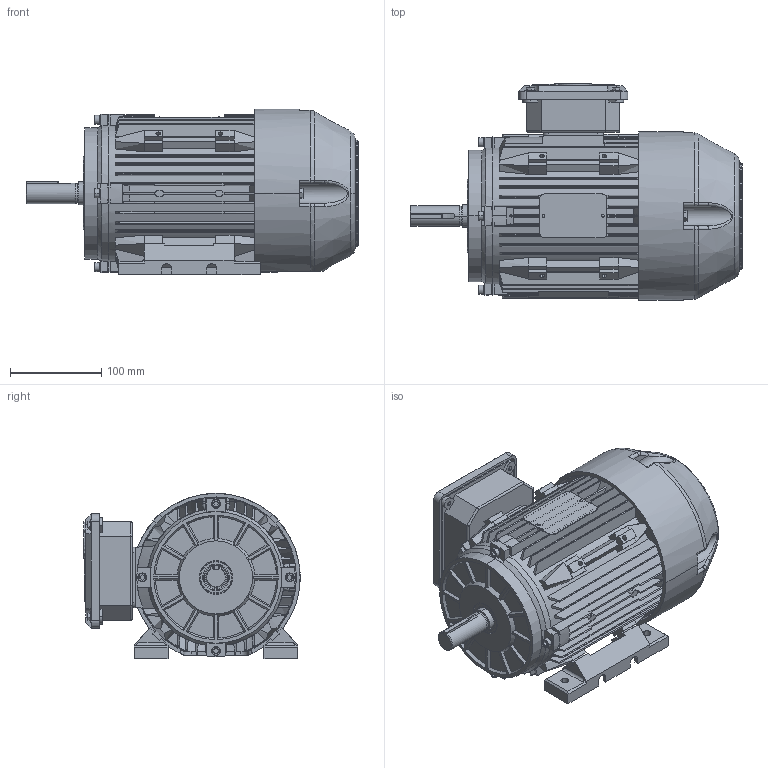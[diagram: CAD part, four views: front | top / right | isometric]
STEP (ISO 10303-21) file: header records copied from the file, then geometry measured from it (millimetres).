
FILE_DESCRIPTION (( 'STEP AP203' ), '1' );
FILE_NAME ('TFCR 145Tﾍ簟ﾎﾍｼ F1.STEP', '2017-03-15T02:31:53', ( 'ﾎ｢ﾈ橆ﾃｻｧ' ), ( 'ﾎ｢ﾈ晥ｫﾋｾ' ), 'SwSTEP 2.0', 'SolidWorks 2008', '' );
FILE_SCHEMA (( 'CONFIG_CONTROL_DESIGN' ));
Length unit declared in the file: millimetre
Products named in the file (22): TC 90 B3端盖_默认; TC 80-90风叶_默认; 油封25-37-7_默认; TX 90铸铁风罩2_默认; 140T接线盒盖.座垫_默认; 装配体2_默认; 新NEMA140T接线盒座_默认; NEMA 140T接线盒盖垫_默认; hexagon head bolts-full thread gb_GB_FASTENER_BOLT_STBAB A M6X16-N; TFCR 145T俋倛芞 F1; 6205_默认; T90L-4无轴转子_默认; NEMA 140T平键_默认; M6-20_默认; 6_默认; M5-12_默认; 新NEMA140T接线盒盖_默认; 90后端盖螺栓_默认; TC 90L机座 B5_默认; NEMA 145底脚_默认; 145T 转子_默认; 145T转轴200.002_默认
Assembly tree (47 placements, depth 3):
  TFCR 145T俋倛芞 F1
    M6-20_默认  x8
    140T接线盒盖.座垫_默认
    90后端盖螺栓_默认  x4
    NEMA 145底脚_默认  x2
    hexagon head bolts-full thread gb_GB_FASTENER_BOLT_STBAB A M6X16-N  x3
    TC 90 B3端盖_默认  x2
    油封25-37-7_默认  x2
    TC 90L机座 B5_默认
    6_默认  x8
    NEMA 140T平键_默认
    TC 80-90风叶_默认
    TX 90铸铁风罩2_默认
    装配体2_默认
      M5-12_默认  x4
      NEMA 140T接线盒盖垫_默认
      新NEMA140T接线盒座_默认
      新NEMA140T接线盒盖_默认
    145T 转子_默认
      6205_默认  x2
      145T转轴200.002_默认
      T90L-4无轴转子_默认
Bounding box: 363 x 236.5 x 180.91 mm (x, y, z)
Volume: 2563235.7 mm3; surface area: 905947.9 mm2
Topology: 49 solids, 50 shells, 3137 faces, 8089 edges, 5186 vertices
Faces by surface type: plane 1605, cylinder 825, torus 255, cone 243, bspline 207, sphere 2
Entity records: 92762 total; most frequent: CARTESIAN_POINT 30547, ORIENTED_EDGE 12780, DIRECTION 11647, EDGE_CURVE 6390, VERTEX_POINT 4131, AXIS2_PLACEMENT_3D 4041, VECTOR 3565, LINE 3565
